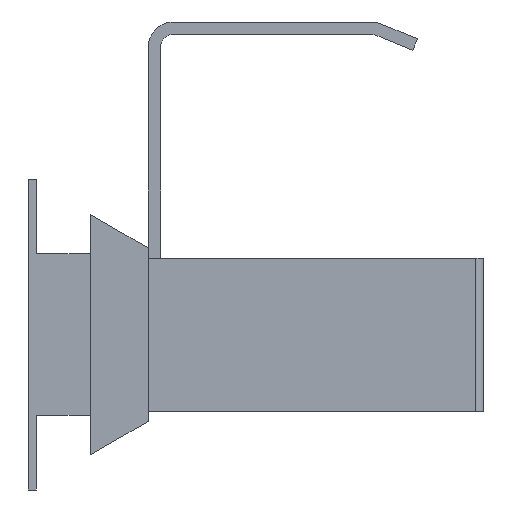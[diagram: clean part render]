
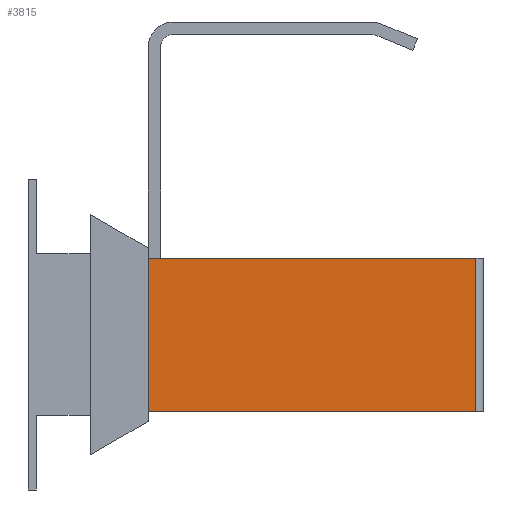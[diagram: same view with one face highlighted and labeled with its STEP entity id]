
A CAD part, front view. The second image highlights one B-rep face of the part: STEP entity #3815.
In plain terms, the highlighted planar face has unit normal (0, -1, 0).
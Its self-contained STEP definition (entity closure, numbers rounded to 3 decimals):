
#202=FACE_OUTER_BOUND('',#405,.T.);
#405=EDGE_LOOP('',(#2484,#2485,#2486,#2487));
#670=LINE('',#5531,#1110);
#673=LINE('',#5540,#1113);
#674=LINE('',#5543,#1114);
#675=LINE('',#5544,#1115);
#1110=VECTOR('',#4439,10.);
#1113=VECTOR('',#4448,10.);
#1114=VECTOR('',#4451,10.);
#1115=VECTOR('',#4452,10.);
#1556=VERTEX_POINT('',#5528);
#1557=VERTEX_POINT('',#5530);
#1560=VERTEX_POINT('',#5537);
#1561=VERTEX_POINT('',#5542);
#1920=EDGE_CURVE('',#1556,#1557,#670,.T.);
#1925=EDGE_CURVE('',#1560,#1557,#673,.T.);
#1926=EDGE_CURVE('',#1556,#1561,#674,.T.);
#1927=EDGE_CURVE('',#1561,#1560,#675,.T.);
#2484=ORIENTED_EDGE('',*,*,#1925,.T.);
#2485=ORIENTED_EDGE('',*,*,#1920,.F.);
#2486=ORIENTED_EDGE('',*,*,#1926,.T.);
#2487=ORIENTED_EDGE('',*,*,#1927,.T.);
#3474=PLANE('',#4045);
#3815=ADVANCED_FACE('',(#202),#3474,.F.);
#4045=AXIS2_PLACEMENT_3D('',#5541,#4449,#4450);
#4439=DIRECTION('',(1.,0.,0.));
#4448=DIRECTION('',(0.,0.,1.));
#4449=DIRECTION('center_axis',(0.,1.,0.));
#4450=DIRECTION('ref_axis',(0.,0.,1.));
#4451=DIRECTION('',(0.,0.,-1.));
#4452=DIRECTION('',(1.,0.,0.));
#5528=CARTESIAN_POINT('',(29.,24.5,18.5));
#5530=CARTESIAN_POINT('',(108.,24.5,18.5));
#5531=CARTESIAN_POINT('',(29.,24.5,18.5));
#5537=CARTESIAN_POINT('',(108.,24.5,-18.5));
#5540=CARTESIAN_POINT('',(108.,24.5,9.25));
#5541=CARTESIAN_POINT('Origin',(29.,24.5,18.5));
#5542=CARTESIAN_POINT('',(29.,24.5,-18.5));
#5543=CARTESIAN_POINT('',(29.,24.5,9.25));
#5544=CARTESIAN_POINT('',(29.,24.5,-18.5));
